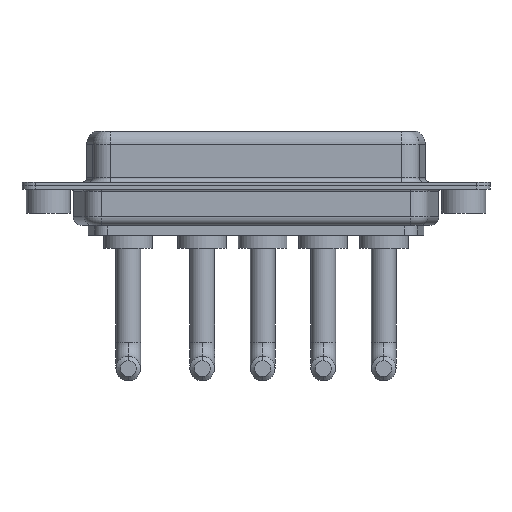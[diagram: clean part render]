
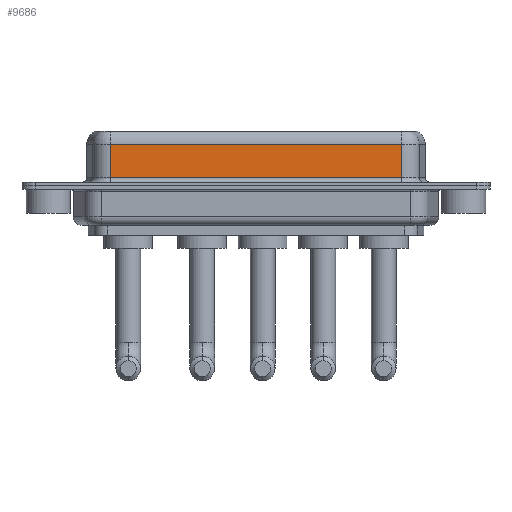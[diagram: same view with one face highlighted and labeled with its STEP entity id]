
A CAD part, front view. The second image highlights one B-rep face of the part: STEP entity #9686.
In plain terms, the highlighted planar face has unit normal (0, -1, 0).
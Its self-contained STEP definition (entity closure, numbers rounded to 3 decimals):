
#358 = VERTEX_POINT ( 'NONE', #3787 ) ;
#579 = LINE ( 'NONE', #12139, #7552 ) ;
#886 = FACE_OUTER_BOUND ( 'NONE', #8741, .T. ) ;
#1013 = DIRECTION ( 'NONE',  ( 0., 0., 1. ) ) ;
#1070 = CARTESIAN_POINT ( 'NONE',  ( 40.037, -3.95, 6.4 ) ) ;
#1528 = EDGE_CURVE ( 'NONE', #4022, #358, #3472, .T. ) ;
#1602 = VECTOR ( 'NONE', #11318, 1000. ) ;
#1806 = LINE ( 'NONE', #3781, #5952 ) ;
#2264 = ORIENTED_EDGE ( 'NONE', *, *, #1528, .T. ) ;
#2830 = VECTOR ( 'NONE', #4248, 1000. ) ;
#2915 = ORIENTED_EDGE ( 'NONE', *, *, #5421, .F. ) ;
#3472 = LINE ( 'NONE', #10532, #1602 ) ;
#3781 = CARTESIAN_POINT ( 'NONE',  ( 40.037, -3.95, 4.65 ) ) ;
#3787 = CARTESIAN_POINT ( 'NONE',  ( 7.013, -3.95, 0.9 ) ) ;
#4022 = VERTEX_POINT ( 'NONE', #7044 ) ;
#4196 = CARTESIAN_POINT ( 'NONE',  ( 40.037, -3.95, 4.65 ) ) ;
#4248 = DIRECTION ( 'NONE',  ( 1., 0., 0. ) ) ;
#5213 = CARTESIAN_POINT ( 'NONE',  ( 40.037, -3.95, 0.9 ) ) ;
#5421 = EDGE_CURVE ( 'NONE', #8607, #10824, #579, .T. ) ;
#5952 = VECTOR ( 'NONE', #7945, 1000. ) ;
#6251 = LINE ( 'NONE', #5213, #2830 ) ;
#6849 = DIRECTION ( 'NONE',  ( 0., 1., 0. ) ) ;
#7044 = CARTESIAN_POINT ( 'NONE',  ( 7.013, -3.95, 4.65 ) ) ;
#7552 = VECTOR ( 'NONE', #9435, 1000. ) ;
#7664 = ORIENTED_EDGE ( 'NONE', *, *, #12571, .T. ) ;
#7755 = AXIS2_PLACEMENT_3D ( 'NONE', #1070, #6849, #1013 ) ;
#7945 = DIRECTION ( 'NONE',  ( -1., 0., 0. ) ) ;
#8607 = VERTEX_POINT ( 'NONE', #4196 ) ;
#8741 = EDGE_LOOP ( 'NONE', ( #2915, #7664, #2264, #12353 ) ) ;
#9435 = DIRECTION ( 'NONE',  ( 0., 0., -1. ) ) ;
#9686 = ADVANCED_FACE ( 'NONE', ( #886 ), #9743, .F. ) ;
#9743 = PLANE ( 'NONE',  #7755 ) ;
#10311 = EDGE_CURVE ( 'NONE', #358, #10824, #6251, .T. ) ;
#10532 = CARTESIAN_POINT ( 'NONE',  ( 7.013, -3.95, 6.4 ) ) ;
#10824 = VERTEX_POINT ( 'NONE', #11063 ) ;
#11063 = CARTESIAN_POINT ( 'NONE',  ( 40.037, -3.95, 0.9 ) ) ;
#11318 = DIRECTION ( 'NONE',  ( 0., 0., -1. ) ) ;
#12139 = CARTESIAN_POINT ( 'NONE',  ( 40.037, -3.95, 6.4 ) ) ;
#12353 = ORIENTED_EDGE ( 'NONE', *, *, #10311, .T. ) ;
#12571 = EDGE_CURVE ( 'NONE', #8607, #4022, #1806, .T. ) ;
